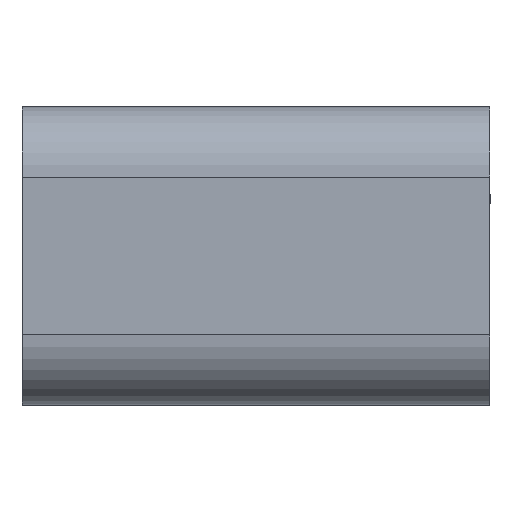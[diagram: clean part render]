
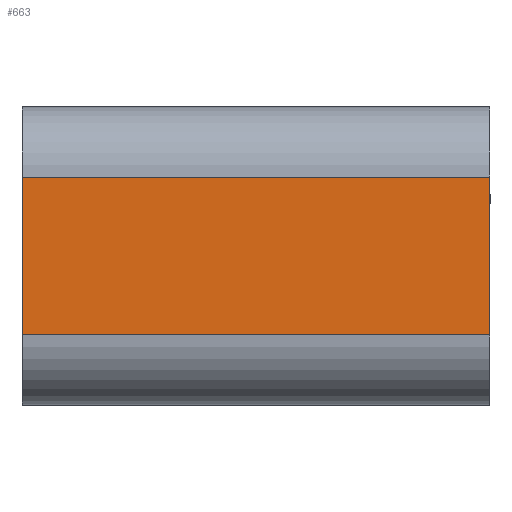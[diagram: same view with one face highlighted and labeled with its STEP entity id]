
A CAD part, front view. The second image highlights one B-rep face of the part: STEP entity #663.
In plain terms, the highlighted planar face has unit normal (0, -1, 0).
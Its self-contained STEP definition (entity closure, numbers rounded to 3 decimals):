
#43=PLANE('',#736);
#72=FACE_OUTER_BOUND('',#116,.T.);
#116=EDGE_LOOP('',(#576,#577,#578,#579));
#153=LINE('',#1019,#218);
#170=LINE('',#1068,#235);
#182=LINE('',#1095,#247);
#183=LINE('',#1097,#248);
#218=VECTOR('',#821,10.);
#235=VECTOR('',#872,10.);
#247=VECTOR('',#896,10.);
#248=VECTOR('',#899,10.);
#319=VERTEX_POINT('',#1016);
#320=VERTEX_POINT('',#1018);
#334=VERTEX_POINT('',#1065);
#335=VERTEX_POINT('',#1067);
#388=EDGE_CURVE('',#319,#320,#153,.T.);
#413=EDGE_CURVE('',#335,#334,#170,.T.);
#427=EDGE_CURVE('',#335,#319,#182,.T.);
#428=EDGE_CURVE('',#320,#334,#183,.T.);
#576=ORIENTED_EDGE('',*,*,#427,.F.);
#577=ORIENTED_EDGE('',*,*,#413,.T.);
#578=ORIENTED_EDGE('',*,*,#428,.F.);
#579=ORIENTED_EDGE('',*,*,#388,.F.);
#663=ADVANCED_FACE('',(#72),#43,.T.);
#736=AXIS2_PLACEMENT_3D('',#1096,#897,#898);
#821=DIRECTION('',(0.,0.,-1.));
#872=DIRECTION('',(0.,0.,-1.));
#896=DIRECTION('',(1.,0.,0.));
#897=DIRECTION('center_axis',(0.,-1.,0.));
#898=DIRECTION('ref_axis',(0.,0.,-1.));
#899=DIRECTION('',(-1.,0.,0.));
#1016=CARTESIAN_POINT('',(25.986,-40.73,-450.038));
#1018=CARTESIAN_POINT('',(25.986,-40.73,-456.788));
#1019=CARTESIAN_POINT('',(25.986,-40.73,-451.725));
#1065=CARTESIAN_POINT('',(5.986,-40.73,-456.788));
#1067=CARTESIAN_POINT('',(5.986,-40.73,-450.038));
#1068=CARTESIAN_POINT('',(5.986,-40.73,-455.725));
#1095=CARTESIAN_POINT('',(5.986,-40.73,-450.038));
#1096=CARTESIAN_POINT('Origin',(5.986,-40.73,-454.413));
#1097=CARTESIAN_POINT('',(12.686,-40.73,-456.788));
